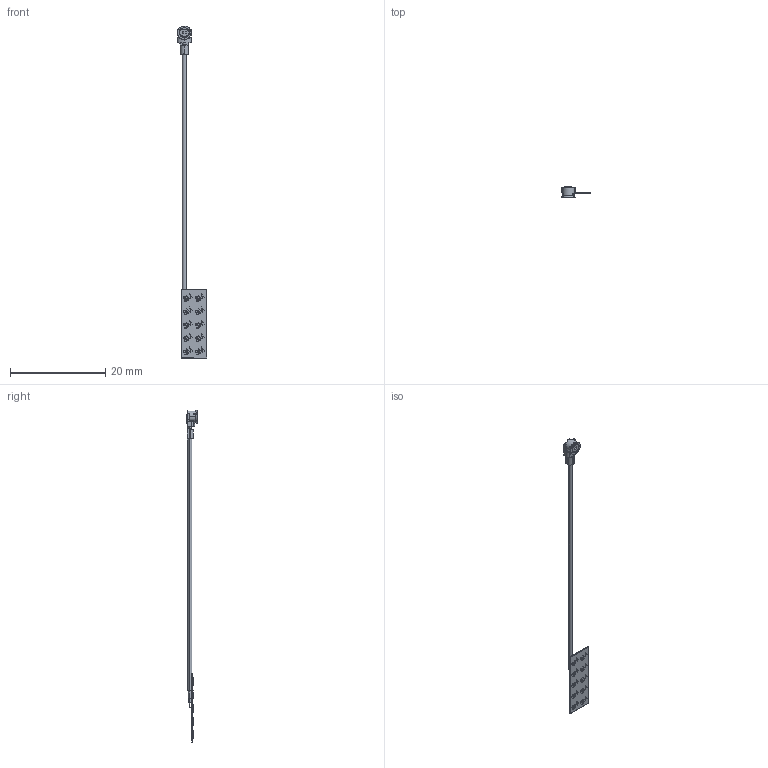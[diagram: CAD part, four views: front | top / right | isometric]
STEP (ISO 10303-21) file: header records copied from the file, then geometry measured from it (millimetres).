
FILE_DESCRIPTION (( 'STEP AP214' ), '1' );
FILE_NAME ('FXP840.07.0055B.STEP', '2020-01-03T08:08:22', ( '' ), ( '' ), 'SwSTEP 2.0', 'SolidWorks 2017', '' );
FILE_SCHEMA (( 'AUTOMOTIVE_DESIGN' ));
Length unit declared in the file: millimetre
Products named in the file (7): FXP840; Adhesive; 1.13 Cable; FXP840.07.0055B; NEW LOGO_1; Liner; IPEX MHFI_IPEX MHFI_0.81
Assembly tree (6 placements, depth 2):
  FXP840.07.0055B
    1.13 Cable
    FXP840
    Adhesive
    Liner
    IPEX MHFI_IPEX MHFI_0.81
    NEW LOGO_1
Bounding box: 6.2 x 2.11 x 69.59 mm (x, y, z)
Volume: 60.2 mm3; surface area: 739.5 mm2
Topology: 12 solids, 12 shells, 967 faces, 2633 edges, 1753 vertices
Faces by surface type: plane 547, bspline 349, cylinder 67, torus 4
Entity records: 53032 total; most frequent: CARTESIAN_POINT 24084, ORIENTED_EDGE 5266, DIRECTION 3250, EDGE_CURVE 2633, VECTOR 1764, LINE 1764, VERTEX_POINT 1753, EDGE_LOOP 1044
